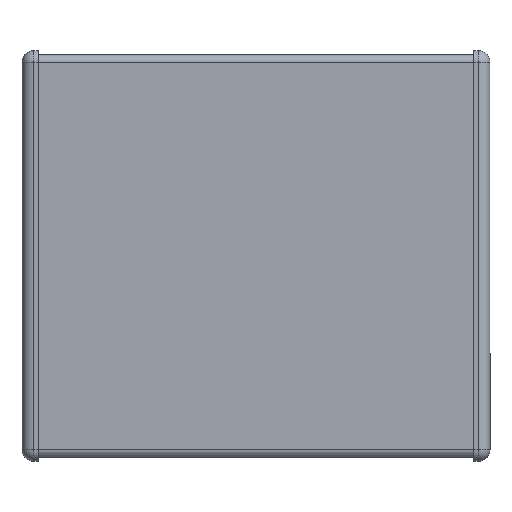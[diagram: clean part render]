
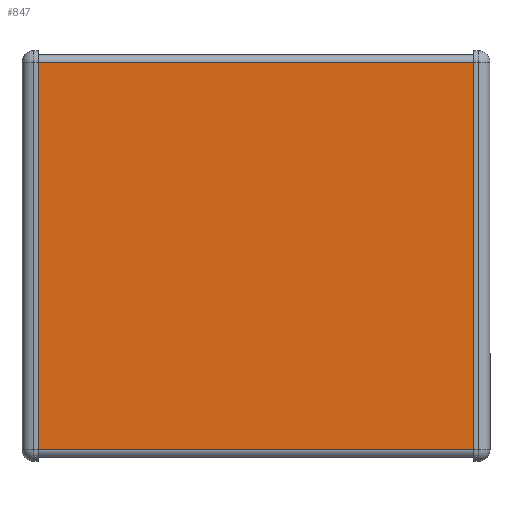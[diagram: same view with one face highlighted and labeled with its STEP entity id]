
A CAD part, front view. The second image highlights one B-rep face of the part: STEP entity #847.
In plain terms, the highlighted planar face has unit normal (0, -1, 0).
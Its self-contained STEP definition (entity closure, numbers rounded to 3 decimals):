
#13 = DIRECTION ( 'NONE',  ( -1., 0., 0. ) ) ;
#92 = AXIS2_PLACEMENT_3D ( 'NONE', #1252, #654, #1221 ) ;
#123 = CARTESIAN_POINT ( 'NONE',  ( -2.65, 0.047, 2.358 ) ) ;
#125 = LINE ( 'NONE', #379, #542 ) ;
#129 = ORIENTED_EDGE ( 'NONE', *, *, #660, .F. ) ;
#141 = ORIENTED_EDGE ( 'NONE', *, *, #323, .F. ) ;
#150 = DIRECTION ( 'NONE',  ( 0., 0., -1. ) ) ;
#209 = EDGE_LOOP ( 'NONE', ( #141, #316, #685, #129 ) ) ;
#316 = ORIENTED_EDGE ( 'NONE', *, *, #575, .T. ) ;
#323 = EDGE_CURVE ( 'NONE', #448, #733, #676, .T. ) ;
#346 = CARTESIAN_POINT ( 'NONE',  ( 2.65, 0.048, -2.357 ) ) ;
#379 = CARTESIAN_POINT ( 'NONE',  ( -2.65, 0.048, 2.358 ) ) ;
#398 = CARTESIAN_POINT ( 'NONE',  ( -2.65, 0.048, -2.357 ) ) ;
#447 = CARTESIAN_POINT ( 'NONE',  ( 2.65, 0.048, 2.357 ) ) ;
#448 = VERTEX_POINT ( 'NONE', #699 ) ;
#490 = DIRECTION ( 'NONE',  ( 0., 0., -1. ) ) ;
#542 = VECTOR ( 'NONE', #490, 1000. ) ;
#575 = EDGE_CURVE ( 'NONE', #448, #858, #806, .T. ) ;
#639 = EDGE_CURVE ( 'NONE', #858, #866, #125, .T. ) ;
#654 = DIRECTION ( 'NONE',  ( 0., 1., 0. ) ) ;
#660 = EDGE_CURVE ( 'NONE', #733, #866, #1116, .T. ) ;
#661 = PLANE ( 'NONE',  #92 ) ;
#676 = LINE ( 'NONE', #447, #997 ) ;
#685 = ORIENTED_EDGE ( 'NONE', *, *, #639, .T. ) ;
#699 = CARTESIAN_POINT ( 'NONE',  ( 2.65, 0.047, 2.357 ) ) ;
#733 = VERTEX_POINT ( 'NONE', #346 ) ;
#804 = VECTOR ( 'NONE', #13, 1000. ) ;
#806 = LINE ( 'NONE', #913, #902 ) ;
#847 = ADVANCED_FACE ( 'NONE', ( #1243 ), #661, .F. ) ;
#858 = VERTEX_POINT ( 'NONE', #123 ) ;
#866 = VERTEX_POINT ( 'NONE', #398 ) ;
#902 = VECTOR ( 'NONE', #1111, 1000. ) ;
#913 = CARTESIAN_POINT ( 'NONE',  ( 500000., 0.047, 2.357 ) ) ;
#997 = VECTOR ( 'NONE', #150, 1000. ) ;
#1094 = CARTESIAN_POINT ( 'NONE',  ( 500000., 0.048, -2.358 ) ) ;
#1111 = DIRECTION ( 'NONE',  ( -1., 0., 0. ) ) ;
#1116 = LINE ( 'NONE', #1094, #804 ) ;
#1221 = DIRECTION ( 'NONE',  ( 0., 0., 1. ) ) ;
#1243 = FACE_OUTER_BOUND ( 'NONE', #209, .T. ) ;
#1252 = CARTESIAN_POINT ( 'NONE',  ( 500000., 0.048, 2.357 ) ) ;
